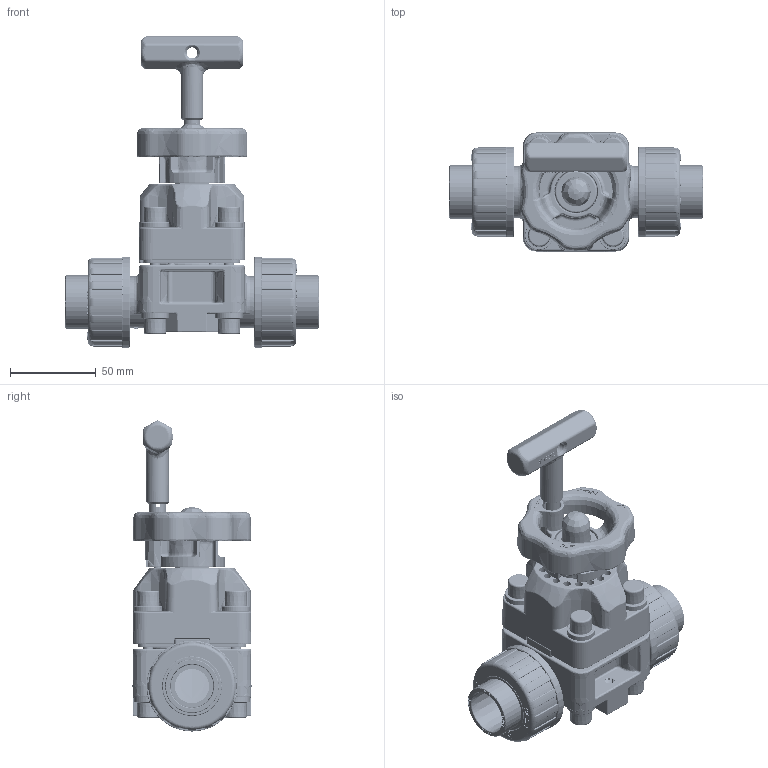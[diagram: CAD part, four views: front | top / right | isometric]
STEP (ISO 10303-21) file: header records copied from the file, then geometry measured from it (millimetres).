
FILE_DESCRIPTION(/* description */ (''),/* implementation_level */ '2;1');
FILE_NAME(/* name */ '25隔膜阀.stp',/* time_stamp */ '2024-10-08T09:58:06+08:00',/* author */ (''),/* organization */ (''),/* preprocessor_version */ 'ST-DEVELOPER v16',/* originating_system */ 'SIEMENS PLM Software NX 10.0',/* authorisation */ '');
FILE_SCHEMA (('AUTOMOTIVE_DESIGN { 1 0 10303 214 3 1 1 1 }'));
Products named in the file (1): gelv0F8C99C70h9g
Bounding box: 148.2 x 69.39 x 181.39 mm (x, y, z)
Volume: 377448 mm3; surface area: 179274.9 mm2
Topology: 42 solids, 42 shells, 6980 faces, 18462 edges, 11731 vertices
Faces by surface type: plane 3930, bspline 1172, cylinder 962, torus 371, extrusion 257, cone 155, sphere 133
Full cylindrical faces by diameter (mm): 0.78 x2, 1.17 x2, 1.655 x1, 2 x2, 2.255 x1, 3 x2, 4.2 x1, 4.4 x18, 5 x88, 6 x8, 6.1 x1, 6.303 x1, 7 x12, 8 x4, 8.4 x7, 8.5 x1, 10 x8, 10.3 x1, 14 x8, 16.6 x1, 18.5 x1, 19.1 x1, 20 x4, 24 x4, 24.7 x1, 30 x2, 31.3 x2, 32 x4, 33.8 x1, 34.8 x2
Entity records: 313660 total; most frequent: CARTESIAN_POINT 154947, ORIENTED_EDGE 34732, DIRECTION 27401, EDGE_CURVE 17366, VERTEX_POINT 11298, VECTOR 10519, LINE 10262, AXIS2_PLACEMENT_3D 8441
